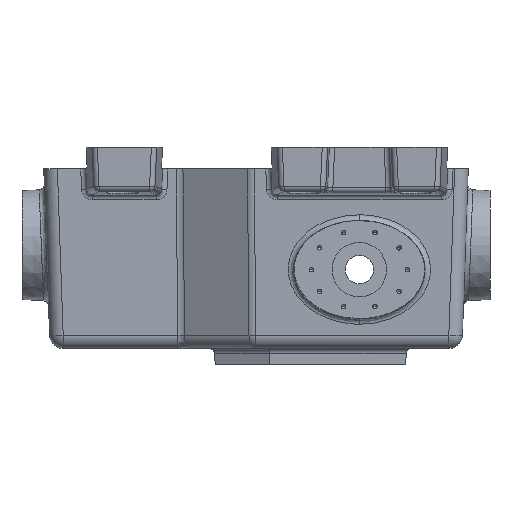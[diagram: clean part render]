
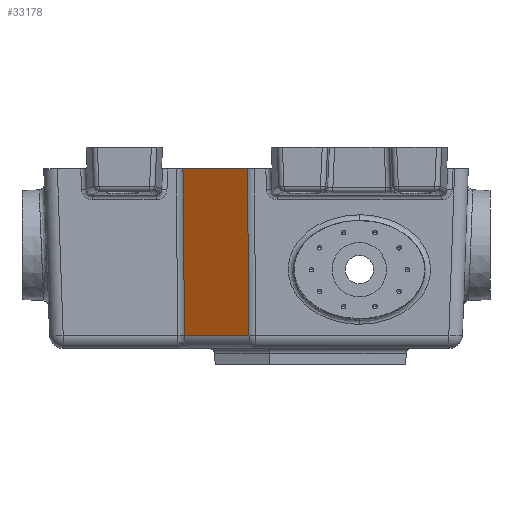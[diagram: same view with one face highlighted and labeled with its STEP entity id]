
A CAD part, left-side view. The second image highlights one B-rep face of the part: STEP entity #33178.
In plain terms, the highlighted planar face has unit normal (-0.866, 0.499, -0.035).
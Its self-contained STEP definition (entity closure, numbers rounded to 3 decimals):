
#51 = PLANE('',#52);
#52 = AXIS2_PLACEMENT_3D('',#53,#54,#55);
#53 = CARTESIAN_POINT('',(0.,0.,0.));
#54 = DIRECTION('',(0.,0.,1.));
#55 = DIRECTION('',(1.,0.,-0.));
#186 = VERTEX_POINT('',#187);
#187 = CARTESIAN_POINT('',(-246.657,405.795,0.));
#203 = CYLINDRICAL_SURFACE('',#204,25.);
#204 = AXIS2_PLACEMENT_3D('',#205,#206,#207);
#205 = CARTESIAN_POINT('',(-244.591,398.552,561.44));
#206 = DIRECTION('',(0.035,-0.009,
    -0.999));
#207 = DIRECTION('',(-0.999,0.,
    -0.035));
#214 = EDGE_CURVE('',#215,#186,#217,.T.);
#215 = VERTEX_POINT('',#216);
#216 = CARTESIAN_POINT('',(-178.343,524.205,
    0.));
#217 = SURFACE_CURVE('',#218,(#222,#229),.PCURVE_S1.);
#218 = LINE('',#219,#220);
#219 = CARTESIAN_POINT('',(-178.343,524.205,
    0.));
#220 = VECTOR('',#221,1.);
#221 = DIRECTION('',(-0.5,-0.866,0.));
#222 = PCURVE('',#51,#223);
#223 = DEFINITIONAL_REPRESENTATION('',(#224),#228);
#224 = LINE('',#225,#226);
#225 = CARTESIAN_POINT('',(-178.343,524.205));
#226 = VECTOR('',#227,1.);
#227 = DIRECTION('',(-0.5,-0.866));
#228 = ( GEOMETRIC_REPRESENTATION_CONTEXT(2) 
PARAMETRIC_REPRESENTATION_CONTEXT() REPRESENTATION_CONTEXT('2D SPACE',''
  ) );
#229 = PCURVE('',#230,#235);
#230 = PLANE('',#231);
#231 = AXIS2_PLACEMENT_3D('',#232,#233,#234);
#232 = CARTESIAN_POINT('',(-168.602,541.089,0.));
#233 = DIRECTION('',(-0.866,0.499,-0.035)
  );
#234 = DIRECTION('',(-0.5,-0.866,0.)
  );
#235 = DEFINITIONAL_REPRESENTATION('',(#236),#240);
#236 = LINE('',#237,#238);
#237 = CARTESIAN_POINT('',(19.493,0.));
#238 = VECTOR('',#239,1.);
#239 = DIRECTION('',(1.,0.));
#240 = ( GEOMETRIC_REPRESENTATION_CONTEXT(2) 
PARAMETRIC_REPRESENTATION_CONTEXT() REPRESENTATION_CONTEXT('2D SPACE',''
  ) );
#260 = CYLINDRICAL_SURFACE('',#261,25.);
#261 = AXIS2_PLACEMENT_3D('',#262,#263,#264);
#262 = CARTESIAN_POINT('',(-169.235,528.456,-881.44));
#263 = DIRECTION('',(-0.035,0.009,
    0.999));
#264 = DIRECTION('',(0.866,-0.499,0.035));
#17997 = CYLINDRICAL_SURFACE('',#17998,25.);
#17998 = AXIS2_PLACEMENT_3D('',#17999,#18000,#18001);
#17999 = CARTESIAN_POINT('',(-1038.292,-1037.745,
    -305.));
#18000 = DIRECTION('',(0.5,0.866,0.));
#18001 = DIRECTION('',(0.,0.,-1.));
#30166 = VERTEX_POINT('',#30167);
#30167 = CARTESIAN_POINT('',(-235.975,402.935,
    -305.872));
#30237 = EDGE_CURVE('',#30166,#30238,#30240,.T.);
#30238 = VERTEX_POINT('',#30239);
#30239 = CARTESIAN_POINT('',(-167.662,521.345,
    -305.872));
#30240 = SURFACE_CURVE('',#30241,(#30245,#30252),.PCURVE_S1.);
#30241 = LINE('',#30242,#30243);
#30242 = CARTESIAN_POINT('',(-235.975,402.935,
    -305.872));
#30243 = VECTOR('',#30244,1.);
#30244 = DIRECTION('',(0.5,0.866,0.)
  );
#30245 = PCURVE('',#17997,#30246);
#30246 = DEFINITIONAL_REPRESENTATION('',(#30247),#30251);
#30247 = LINE('',#30248,#30249);
#30248 = CARTESIAN_POINT('',(1.536,1648.832));
#30249 = VECTOR('',#30250,1.);
#30250 = DIRECTION('',(0.,1.));
#30251 = ( GEOMETRIC_REPRESENTATION_CONTEXT(2) 
PARAMETRIC_REPRESENTATION_CONTEXT() REPRESENTATION_CONTEXT('2D SPACE',''
  ) );
#30252 = PCURVE('',#230,#30253);
#30253 = DEFINITIONAL_REPRESENTATION('',(#30254),#30258);
#30254 = LINE('',#30255,#30256);
#30255 = CARTESIAN_POINT('',(153.335,-306.059));
#30256 = VECTOR('',#30257,1.);
#30257 = DIRECTION('',(-1.,0.));
#30258 = ( GEOMETRIC_REPRESENTATION_CONTEXT(2) 
PARAMETRIC_REPRESENTATION_CONTEXT() REPRESENTATION_CONTEXT('2D SPACE',''
  ) );
#33155 = EDGE_CURVE('',#30238,#215,#33156,.T.);
#33156 = SURFACE_CURVE('',#33157,(#33161,#33168),.PCURVE_S1.);
#33157 = LINE('',#33158,#33159);
#33158 = CARTESIAN_POINT('',(-167.662,521.345,
    -305.872));
#33159 = VECTOR('',#33160,1.);
#33160 = DIRECTION('',(-0.035,0.009,
    0.999));
#33161 = PCURVE('',#260,#33162);
#33162 = DEFINITIONAL_REPRESENTATION('',(#33163),#33167);
#33163 = LINE('',#33164,#33165);
#33164 = CARTESIAN_POINT('',(0.,575.07));
#33165 = VECTOR('',#33166,1.);
#33166 = DIRECTION('',(0.,1.));
#33167 = ( GEOMETRIC_REPRESENTATION_CONTEXT(2) 
PARAMETRIC_REPRESENTATION_CONTEXT() REPRESENTATION_CONTEXT('2D SPACE',''
  ) );
#33168 = PCURVE('',#230,#33169);
#33169 = DEFINITIONAL_REPRESENTATION('',(#33170),#33174);
#33170 = LINE('',#33171,#33172);
#33171 = CARTESIAN_POINT('',(16.632,-306.059));
#33172 = VECTOR('',#33173,1.);
#33173 = DIRECTION('',(0.009,1.));
#33174 = ( GEOMETRIC_REPRESENTATION_CONTEXT(2) 
PARAMETRIC_REPRESENTATION_CONTEXT() REPRESENTATION_CONTEXT('2D SPACE',''
  ) );
#33178 = ADVANCED_FACE('',(#33179),#230,.T.);
#33179 = FACE_BOUND('',#33180,.F.);
#33180 = EDGE_LOOP('',(#33181,#33182,#33183,#33204));
#33181 = ORIENTED_EDGE('',*,*,#33155,.T.);
#33182 = ORIENTED_EDGE('',*,*,#214,.T.);
#33183 = ORIENTED_EDGE('',*,*,#33184,.T.);
#33184 = EDGE_CURVE('',#186,#30166,#33185,.T.);
#33185 = SURFACE_CURVE('',#33186,(#33190,#33197),.PCURVE_S1.);
#33186 = LINE('',#33187,#33188);
#33187 = CARTESIAN_POINT('',(-246.657,405.795,
    0.));
#33188 = VECTOR('',#33189,1.);
#33189 = DIRECTION('',(0.035,-0.009,
    -0.999));
#33190 = PCURVE('',#230,#33191);
#33191 = DEFINITIONAL_REPRESENTATION('',(#33192),#33196);
#33192 = LINE('',#33193,#33194);
#33193 = CARTESIAN_POINT('',(156.195,0.));
#33194 = VECTOR('',#33195,1.);
#33195 = DIRECTION('',(-0.009,-1.));
#33196 = ( GEOMETRIC_REPRESENTATION_CONTEXT(2) 
PARAMETRIC_REPRESENTATION_CONTEXT() REPRESENTATION_CONTEXT('2D SPACE',''
  ) );
#33197 = PCURVE('',#203,#33198);
#33198 = DEFINITIONAL_REPRESENTATION('',(#33199),#33203);
#33199 = LINE('',#33200,#33201);
#33200 = CARTESIAN_POINT('',(0.523,560.934));
#33201 = VECTOR('',#33202,1.);
#33202 = DIRECTION('',(0.,1.));
#33203 = ( GEOMETRIC_REPRESENTATION_CONTEXT(2) 
PARAMETRIC_REPRESENTATION_CONTEXT() REPRESENTATION_CONTEXT('2D SPACE',''
  ) );
#33204 = ORIENTED_EDGE('',*,*,#30237,.T.);
